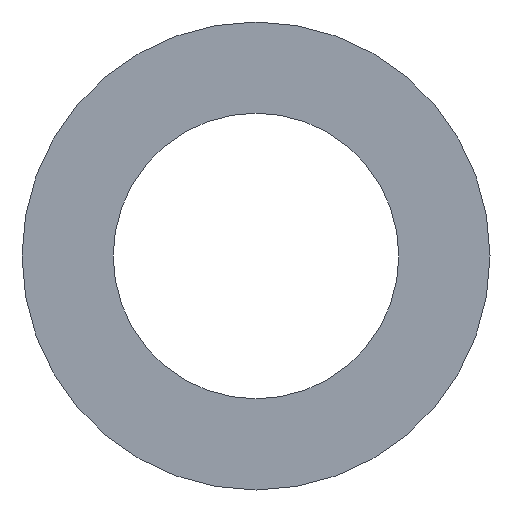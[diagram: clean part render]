
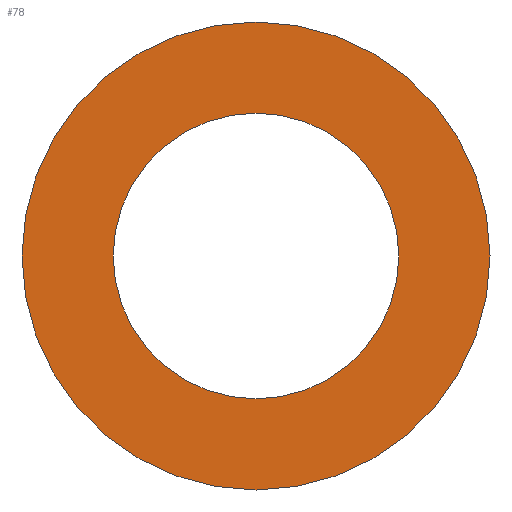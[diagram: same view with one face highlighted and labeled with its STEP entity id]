
A CAD part, left-side view. The second image highlights one B-rep face of the part: STEP entity #78.
In plain terms, the highlighted planar face has unit normal (-1, 0, 0).
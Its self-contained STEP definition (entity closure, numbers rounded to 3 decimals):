
#78 = ADVANCED_FACE( '', ( #191, #192 ), #193, .T. );
#82 = EDGE_CURVE( '', #104, #88, #197, .T. );
#88 = VERTEX_POINT( '', #203 );
#90 = VERTEX_POINT( '', #205 );
#104 = VERTEX_POINT( '', #220 );
#120 = EDGE_CURVE( '', #124, #90, #238, .T. );
#124 = VERTEX_POINT( '', #242 );
#126 = EDGE_CURVE( '', #88, #104, #244, .T. );
#136 = EDGE_CURVE( '', #90, #124, #256, .T. );
#191 = FACE_BOUND( '', #307, .T. );
#192 = FACE_OUTER_BOUND( '', #308, .T. );
#193 = PLANE( '', #309 );
#197 = CIRCLE( '', #315, 81.8 );
#203 = CARTESIAN_POINT( '', ( -114., -81.8, 0. ) );
#205 = CARTESIAN_POINT( '', ( -114., -134., 0. ) );
#220 = CARTESIAN_POINT( '', ( -114., 81.8, 0. ) );
#238 = CIRCLE( '', #368, 134. );
#242 = CARTESIAN_POINT( '', ( -114., 134., 0. ) );
#244 = CIRCLE( '', #376, 81.8 );
#256 = CIRCLE( '', #395, 134. );
#307 = EDGE_LOOP( '', ( #448, #449 ) );
#308 = EDGE_LOOP( '', ( #450, #451 ) );
#309 = AXIS2_PLACEMENT_3D( '', #452, #453, #454 );
#315 = AXIS2_PLACEMENT_3D( '', #458, #459, #460 );
#368 = AXIS2_PLACEMENT_3D( '', #498, #499, #500 );
#376 = AXIS2_PLACEMENT_3D( '', #504, #505, #506 );
#395 = AXIS2_PLACEMENT_3D( '', #518, #519, #520 );
#448 = ORIENTED_EDGE( '', *, *, #82, .F. );
#449 = ORIENTED_EDGE( '', *, *, #126, .F. );
#450 = ORIENTED_EDGE( '', *, *, #120, .T. );
#451 = ORIENTED_EDGE( '', *, *, #136, .T. );
#452 = CARTESIAN_POINT( '', ( -114., 107.9, 0. ) );
#453 = DIRECTION( '', ( -1., 0., 0. ) );
#454 = DIRECTION( '', ( 0., 1., 0. ) );
#458 = CARTESIAN_POINT( '', ( -114., 0., 0. ) );
#459 = DIRECTION( '', ( -1., 0., 0. ) );
#460 = DIRECTION( '', ( 0., 1., 0. ) );
#498 = CARTESIAN_POINT( '', ( -114., 0., 0. ) );
#499 = DIRECTION( '', ( -1., 0., 0. ) );
#500 = DIRECTION( '', ( 0., 1., 0. ) );
#504 = CARTESIAN_POINT( '', ( -114., 0., 0. ) );
#505 = DIRECTION( '', ( -1., 0., 0. ) );
#506 = DIRECTION( '', ( 0., 1., 0. ) );
#518 = CARTESIAN_POINT( '', ( -114., 0., 0. ) );
#519 = DIRECTION( '', ( -1., 0., 0. ) );
#520 = DIRECTION( '', ( 0., 1., 0. ) );
